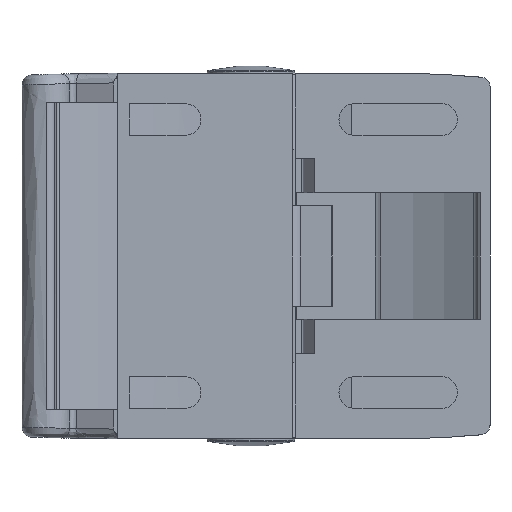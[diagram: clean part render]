
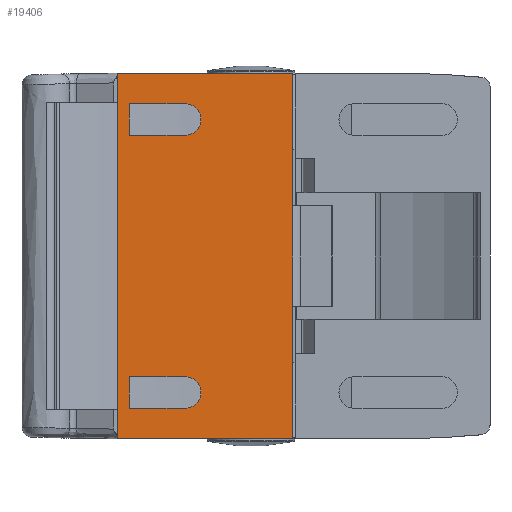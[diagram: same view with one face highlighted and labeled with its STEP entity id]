
A CAD part, front view. The second image highlights one B-rep face of the part: STEP entity #19406.
In plain terms, the highlighted face is planar.
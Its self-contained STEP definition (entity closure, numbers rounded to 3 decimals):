
#82 = EDGE_CURVE ( 'NONE', #11566, #8665, #1497, .T. ) ;
#322 = VECTOR ( 'NONE', #3626, 1000. ) ;
#447 = VERTEX_POINT ( 'NONE', #15673 ) ;
#643 = DIRECTION ( 'NONE',  ( 1., 0., 0. ) ) ;
#806 = VECTOR ( 'NONE', #7983, 1000. ) ;
#1063 = CARTESIAN_POINT ( 'NONE',  ( -8.5, 22., 0. ) ) ;
#1178 = AXIS2_PLACEMENT_3D ( 'NONE', #1063, #4235, #5965 ) ;
#1479 = CARTESIAN_POINT ( 'NONE',  ( -8.5, 22., 37.2 ) ) ;
#1497 = LINE ( 'NONE', #14902, #1755 ) ;
#1617 = LINE ( 'NONE', #19061, #8991 ) ;
#1755 = VECTOR ( 'NONE', #5460, 1000. ) ;
#1803 = LINE ( 'NONE', #3036, #19488 ) ;
#2028 = EDGE_CURVE ( 'NONE', #5155, #19469, #9449, .T. ) ;
#2053 = AXIS2_PLACEMENT_3D ( 'NONE', #7833, #17381, #12797 ) ;
#2869 = CARTESIAN_POINT ( 'NONE',  ( -8.2, 22., 37.5 ) ) ;
#2877 = EDGE_CURVE ( 'NONE', #16094, #3631, #13380, .T. ) ;
#3036 = CARTESIAN_POINT ( 'NONE',  ( 24.965, 22., 0. ) ) ;
#3052 = CIRCLE ( 'NONE', #2053, 0.3 ) ;
#3350 = AXIS2_PLACEMENT_3D ( 'NONE', #9852, #12973, #11455 ) ;
#3379 = EDGE_LOOP ( 'NONE', ( #3655, #16922, #7309, #5356, #16517, #15690 ) ) ;
#3458 = CARTESIAN_POINT ( 'NONE',  ( -8.5, 22., 37.5 ) ) ;
#3506 = VERTEX_POINT ( 'NONE', #8164 ) ;
#3626 = DIRECTION ( 'NONE',  ( 0., 0., -1. ) ) ;
#3631 = VERTEX_POINT ( 'NONE', #1479 ) ;
#3655 = ORIENTED_EDGE ( 'NONE', *, *, #11222, .F. ) ;
#4046 = LINE ( 'NONE', #19942, #4294 ) ;
#4091 = EDGE_CURVE ( 'NONE', #17860, #12244, #8167, .T. ) ;
#4235 = DIRECTION ( 'NONE',  ( 0., 1., 0. ) ) ;
#4294 = VECTOR ( 'NONE', #16701, 1000. ) ;
#4296 = VERTEX_POINT ( 'NONE', #4494 ) ;
#4494 = CARTESIAN_POINT ( 'NONE',  ( 24.965, 22., -24.785 ) ) ;
#4821 = EDGE_CURVE ( 'NONE', #16094, #3506, #12430, .T. ) ;
#4875 = EDGE_CURVE ( 'NONE', #16319, #4296, #4046, .T. ) ;
#4914 = CARTESIAN_POINT ( 'NONE',  ( -8.2, 22., -37.5 ) ) ;
#5068 = VECTOR ( 'NONE', #13348, 1000. ) ;
#5155 = VERTEX_POINT ( 'NONE', #19102 ) ;
#5356 = ORIENTED_EDGE ( 'NONE', *, *, #4821, .T. ) ;
#5460 = DIRECTION ( 'NONE',  ( -1., 0., 0. ) ) ;
#5965 = DIRECTION ( 'NONE',  ( 0., 0., 1. ) ) ;
#6026 = DIRECTION ( 'NONE',  ( 0., 0., 1. ) ) ;
#6266 = VECTOR ( 'NONE', #643, 1000. ) ;
#7002 = CARTESIAN_POINT ( 'NONE',  ( -8.5, 22., 0. ) ) ;
#7289 = CARTESIAN_POINT ( 'NONE',  ( 24.965, 22., 24.785 ) ) ;
#7309 = ORIENTED_EDGE ( 'NONE', *, *, #2877, .F. ) ;
#7428 = DIRECTION ( 'NONE',  ( 1., 0., 0. ) ) ;
#7625 = ORIENTED_EDGE ( 'NONE', *, *, #2028, .T. ) ;
#7833 = CARTESIAN_POINT ( 'NONE',  ( -8.2, 22., -37.2 ) ) ;
#7895 = ORIENTED_EDGE ( 'NONE', *, *, #10960, .T. ) ;
#7943 = FACE_BOUND ( 'NONE', #14060, .T. ) ;
#7983 = DIRECTION ( 'NONE',  ( -1., 0., 0. ) ) ;
#8080 = EDGE_LOOP ( 'NONE', ( #7625, #11228, #13757, #20003 ) ) ;
#8164 = CARTESIAN_POINT ( 'NONE',  ( 27.5, 22., 37.5 ) ) ;
#8167 = LINE ( 'NONE', #17178, #806 ) ;
#8244 = CARTESIAN_POINT ( 'NONE',  ( -8.5, 22., -37.2 ) ) ;
#8362 = CARTESIAN_POINT ( 'NONE',  ( 24.965, 22., -31.215 ) ) ;
#8665 = VERTEX_POINT ( 'NONE', #4914 ) ;
#8757 = ORIENTED_EDGE ( 'NONE', *, *, #16983, .T. ) ;
#8991 = VECTOR ( 'NONE', #14521, 1000. ) ;
#9079 = LINE ( 'NONE', #11991, #17929 ) ;
#9338 = EDGE_CURVE ( 'NONE', #447, #16901, #17633, .T. ) ;
#9449 = LINE ( 'NONE', #17806, #6266 ) ;
#9852 = CARTESIAN_POINT ( 'NONE',  ( 13.5, 22., -28. ) ) ;
#9880 = LINE ( 'NONE', #19578, #322 ) ;
#9891 = EDGE_CURVE ( 'NONE', #17561, #3631, #17389, .T. ) ;
#10215 = VECTOR ( 'NONE', #14671, 1000. ) ;
#10511 = PLANE ( 'NONE',  #1178 ) ;
#10784 = EDGE_CURVE ( 'NONE', #12244, #5155, #18082, .T. ) ;
#10941 = DIRECTION ( 'NONE',  ( 0., 0., 1. ) ) ;
#10960 = EDGE_CURVE ( 'NONE', #4296, #447, #1617, .T. ) ;
#11222 = EDGE_CURVE ( 'NONE', #17561, #8665, #3052, .T. ) ;
#11228 = ORIENTED_EDGE ( 'NONE', *, *, #18991, .T. ) ;
#11455 = DIRECTION ( 'NONE',  ( 0., 0., 1. ) ) ;
#11566 = VERTEX_POINT ( 'NONE', #18343 ) ;
#11991 = CARTESIAN_POINT ( 'NONE',  ( -8.5, 22., -31.215 ) ) ;
#12142 = CARTESIAN_POINT ( 'NONE',  ( 24.965, 22., 31.215 ) ) ;
#12244 = VERTEX_POINT ( 'NONE', #19684 ) ;
#12430 = LINE ( 'NONE', #3458, #10215 ) ;
#12797 = DIRECTION ( 'NONE',  ( 1., 0., 0. ) ) ;
#12973 = DIRECTION ( 'NONE',  ( 0., -1., 0. ) ) ;
#13348 = DIRECTION ( 'NONE',  ( 0., 0., 1. ) ) ;
#13380 = CIRCLE ( 'NONE', #19453, 0.3 ) ;
#13757 = ORIENTED_EDGE ( 'NONE', *, *, #4091, .T. ) ;
#13818 = CARTESIAN_POINT ( 'NONE',  ( -8.2, 22., 37.2 ) ) ;
#14060 = EDGE_LOOP ( 'NONE', ( #8757, #15799, #7895, #17369 ) ) ;
#14521 = DIRECTION ( 'NONE',  ( -1., 0., 0. ) ) ;
#14671 = DIRECTION ( 'NONE',  ( 1., 0., 0. ) ) ;
#14679 = EDGE_CURVE ( 'NONE', #3506, #11566, #9880, .T. ) ;
#14836 = AXIS2_PLACEMENT_3D ( 'NONE', #17187, #18786, #15561 ) ;
#14902 = CARTESIAN_POINT ( 'NONE',  ( -8.5, 22., -37.5 ) ) ;
#15400 = DIRECTION ( 'NONE',  ( 0., -1., 0. ) ) ;
#15561 = DIRECTION ( 'NONE',  ( 0., 0., -1. ) ) ;
#15673 = CARTESIAN_POINT ( 'NONE',  ( 13.5, 22., -24.785 ) ) ;
#15690 = ORIENTED_EDGE ( 'NONE', *, *, #82, .T. ) ;
#15799 = ORIENTED_EDGE ( 'NONE', *, *, #4875, .T. ) ;
#16094 = VERTEX_POINT ( 'NONE', #2869 ) ;
#16305 = FACE_BOUND ( 'NONE', #8080, .T. ) ;
#16319 = VERTEX_POINT ( 'NONE', #8362 ) ;
#16517 = ORIENTED_EDGE ( 'NONE', *, *, #14679, .T. ) ;
#16644 = CARTESIAN_POINT ( 'NONE',  ( 13.5, 22., -31.215 ) ) ;
#16701 = DIRECTION ( 'NONE',  ( 0., 0., 1. ) ) ;
#16901 = VERTEX_POINT ( 'NONE', #16644 ) ;
#16922 = ORIENTED_EDGE ( 'NONE', *, *, #9891, .T. ) ;
#16983 = EDGE_CURVE ( 'NONE', #16901, #16319, #9079, .T. ) ;
#17178 = CARTESIAN_POINT ( 'NONE',  ( -8.5, 22., 31.215 ) ) ;
#17187 = CARTESIAN_POINT ( 'NONE',  ( 13.5, 22., 28. ) ) ;
#17369 = ORIENTED_EDGE ( 'NONE', *, *, #9338, .T. ) ;
#17381 = DIRECTION ( 'NONE',  ( 0., -1., 0. ) ) ;
#17389 = LINE ( 'NONE', #7002, #5068 ) ;
#17561 = VERTEX_POINT ( 'NONE', #8244 ) ;
#17633 = CIRCLE ( 'NONE', #3350, 3.215 ) ;
#17806 = CARTESIAN_POINT ( 'NONE',  ( -8.5, 22., 24.785 ) ) ;
#17860 = VERTEX_POINT ( 'NONE', #12142 ) ;
#17929 = VECTOR ( 'NONE', #7428, 1000. ) ;
#18082 = CIRCLE ( 'NONE', #14836, 3.215 ) ;
#18343 = CARTESIAN_POINT ( 'NONE',  ( 27.5, 22., -37.5 ) ) ;
#18506 = FACE_OUTER_BOUND ( 'NONE', #3379, .T. ) ;
#18786 = DIRECTION ( 'NONE',  ( 0., -1., 0. ) ) ;
#18991 = EDGE_CURVE ( 'NONE', #19469, #17860, #1803, .T. ) ;
#19061 = CARTESIAN_POINT ( 'NONE',  ( -8.5, 22., -24.785 ) ) ;
#19102 = CARTESIAN_POINT ( 'NONE',  ( 13.5, 22., 24.785 ) ) ;
#19406 = ADVANCED_FACE ( 'NONE', ( #16305, #7943, #18506 ), #10511, .T. ) ;
#19453 = AXIS2_PLACEMENT_3D ( 'NONE', #13818, #15400, #6026 ) ;
#19469 = VERTEX_POINT ( 'NONE', #7289 ) ;
#19488 = VECTOR ( 'NONE', #10941, 1000. ) ;
#19578 = CARTESIAN_POINT ( 'NONE',  ( 27.5, 22., 0. ) ) ;
#19684 = CARTESIAN_POINT ( 'NONE',  ( 13.5, 22., 31.215 ) ) ;
#19942 = CARTESIAN_POINT ( 'NONE',  ( 24.965, 22., 0. ) ) ;
#20003 = ORIENTED_EDGE ( 'NONE', *, *, #10784, .T. ) ;
